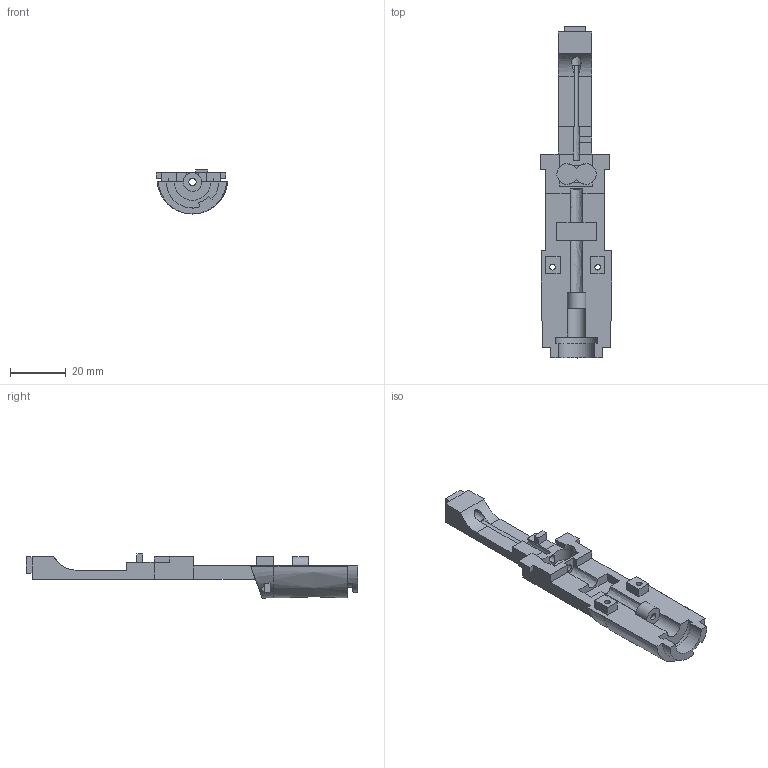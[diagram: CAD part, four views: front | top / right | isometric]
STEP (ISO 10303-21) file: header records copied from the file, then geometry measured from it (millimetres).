
FILE_DESCRIPTION(/* description */ (''),/* implementation_level */ '2;1');
FILE_NAME(/* name */ 'DOLN~1',/* time_stamp */ '2018-10-04T09:19:10+02:00',/* author */ (''),/* organization */ (''),/* preprocessor_version */ 'ST-DEVELOPER v15',/* originating_system */ '',/* authorisation */ '');
FILE_SCHEMA (('AUTOMOTIVE_DESIGN'));
Length unit declared in the file: millimetre
Products named in the file (1): Document
Bounding box: 25.64 x 119.15 x 15.8 mm (x, y, z)
Volume: 12902.5 mm3; surface area: 7832.6 mm2
Topology: 1 solids, 1 shells, 140 faces, 380 edges, 243 vertices
Faces by surface type: plane 96, bspline 44
Entity records: 4721 total; most frequent: CARTESIAN_POINT 2361, ORIENTED_EDGE 760, EDGE_CURVE 380, VERTEX_POINT 243, B_SPLINE_CURVE_WITH_KNOTS 206, EDGE_LOOP 153, ADVANCED_FACE 140, FACE_OUTER_BOUND 140
